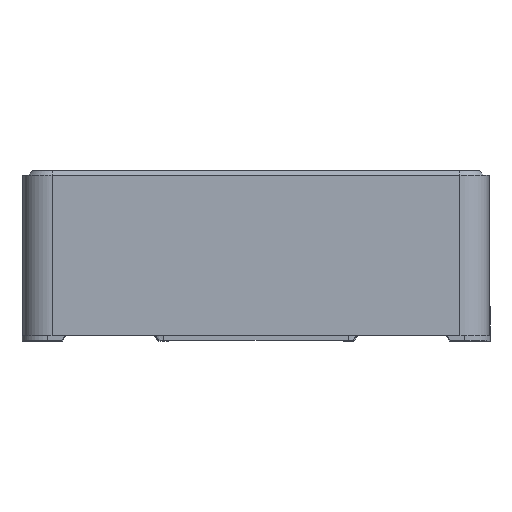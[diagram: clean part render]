
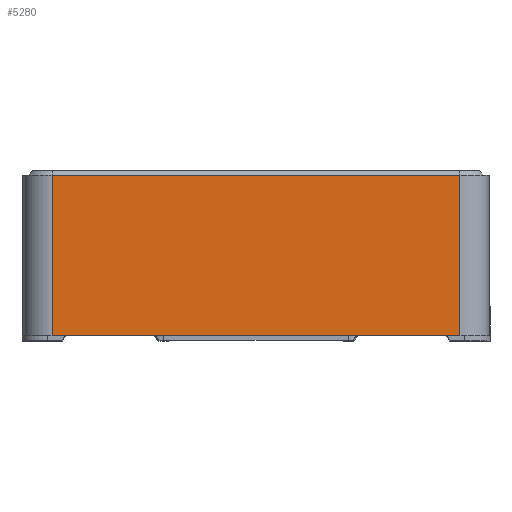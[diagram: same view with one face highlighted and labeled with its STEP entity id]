
A CAD part, front view. The second image highlights one B-rep face of the part: STEP entity #5280.
In plain terms, the highlighted free-form (B-spline) face has degree [1, 1] with [2, 2] control points.
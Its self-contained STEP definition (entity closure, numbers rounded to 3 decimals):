
#5245=CARTESIAN_POINT('',(-2.4,-2.4,0.));
#5246=CARTESIAN_POINT('',(-2.4,-2.4,-1.7));
#5247=CARTESIAN_POINT('',(2.4,-2.4,0.));
#5248=CARTESIAN_POINT('',(2.4,-2.4,-1.7));
#5249=B_SPLINE_SURFACE_WITH_KNOTS('',1,1,((#5245,#5246),(#5247,#5248)),.PLANE_SURF.,.F.,.F.,.U.,(2,2),(2,2),(0.,1.),(0.,1.),.UNSPECIFIED.);
#5250=CARTESIAN_POINT('',(-2.1,-2.4,-1.7));
#5251=VERTEX_POINT('',#5250);
#5252=CARTESIAN_POINT('',(2.1,-2.4,-1.7));
#5253=VERTEX_POINT('',#5252);
#5254=CARTESIAN_POINT('',(-2.1,-2.4,-1.7));
#5255=CARTESIAN_POINT('',(2.1,-2.4,-1.7));
#5256=B_SPLINE_CURVE_WITH_KNOTS('',1,(#5254,#5255),.POLYLINE_FORM.,.F.,.U.,(2,2),(0.063,0.938),.UNSPECIFIED.);
#5257=EDGE_CURVE('',#5251,#5253,#5256,.T.);
#5258=ORIENTED_EDGE('',*,*,#5257,.F.);
#5259=CARTESIAN_POINT('',(-2.1,-2.4,-0.05));
#5260=VERTEX_POINT('',#5259);
#5261=CARTESIAN_POINT('',(-2.1,-2.4,-0.05));
#5262=CARTESIAN_POINT('',(-2.1,-2.4,-1.7));
#5263=B_SPLINE_CURVE_WITH_KNOTS('',1,(#5261,#5262),.POLYLINE_FORM.,.F.,.U.,(2,2),(0.029,1.),.UNSPECIFIED.);
#5264=EDGE_CURVE('',#5260,#5251,#5263,.T.);
#5265=ORIENTED_EDGE('',*,*,#5264,.F.);
#5266=CARTESIAN_POINT('',(2.1,-2.4,-0.05));
#5267=VERTEX_POINT('',#5266);
#5268=CARTESIAN_POINT('',(-2.1,-2.4,-0.05));
#5269=CARTESIAN_POINT('',(2.1,-2.4,-0.05));
#5270=B_SPLINE_CURVE_WITH_KNOTS('',1,(#5268,#5269),.POLYLINE_FORM.,.F.,.U.,(2,2),(0.,1.),.UNSPECIFIED.);
#5271=EDGE_CURVE('',#5260,#5267,#5270,.T.);
#5272=ORIENTED_EDGE('',*,*,#5271,.T.);
#5273=CARTESIAN_POINT('',(2.1,-2.4,-0.05));
#5274=CARTESIAN_POINT('',(2.1,-2.4,-1.7));
#5275=B_SPLINE_CURVE_WITH_KNOTS('',1,(#5273,#5274),.POLYLINE_FORM.,.F.,.U.,(2,2),(0.029,1.),.UNSPECIFIED.);
#5276=EDGE_CURVE('',#5267,#5253,#5275,.T.);
#5277=ORIENTED_EDGE('',*,*,#5276,.T.);
#5278=EDGE_LOOP('',(#5258,#5265,#5272,#5277));
#5279=FACE_OUTER_BOUND('',#5278,.F.);
#5280=ADVANCED_FACE('',(#5279),#5249,.F.);
